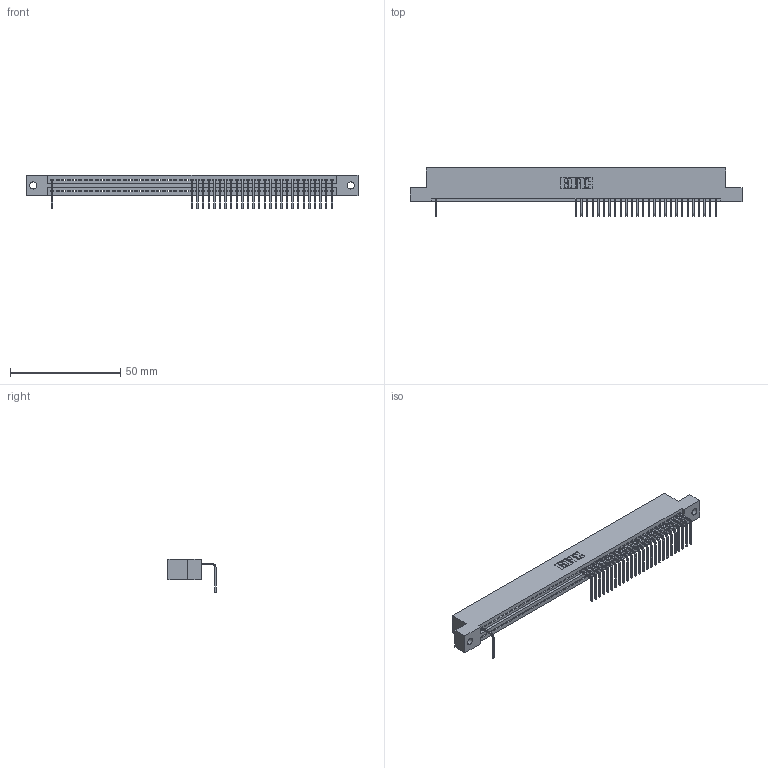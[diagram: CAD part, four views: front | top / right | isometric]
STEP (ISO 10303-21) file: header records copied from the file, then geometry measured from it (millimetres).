
FILE_DESCRIPTION (( 'STEP AP203' ), '1' );
FILE_NAME ('345-051-558-102.STEP', '2018-09-22T18:28:34', ( '' ), ( '' ), 'SwSTEP 2.0', 'SolidWorks 2016', '' );
FILE_SCHEMA (( 'CONFIG_CONTROL_DESIGN' ));
Length unit declared in the file: inch
Products named in the file (3): 345 Part_Flush Mounting Lugs - 0.128 Dia; 345-292-001_558 Tail - 2; 345-051-558-102
Assembly tree (28 placements, depth 2):
  345-051-558-102
    345 Part_Flush Mounting Lugs - 0.128 Dia
    345-292-001_558 Tail - 2  x27
Bounding box: 150.75 x 21.83 x 15.37 mm (x, y, z)
Volume: 14170.5 mm3; surface area: 17751.3 mm2
Topology: 28 solids, 28 shells, 2130 faces, 6551 edges, 4330 vertices
Faces by surface type: plane 1550, cylinder 580
Entity records: 36491 total; most frequent: ORIENTED_EDGE 6446, CARTESIAN_POINT 6437, DIRECTION 5581, EDGE_CURVE 3223, VECTOR 2887, LINE 2887, VERTEX_POINT 2146, AXIS2_PLACEMENT_3D 1347
